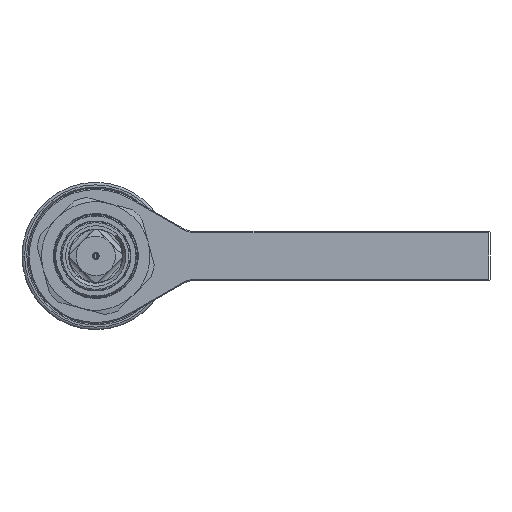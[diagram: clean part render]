
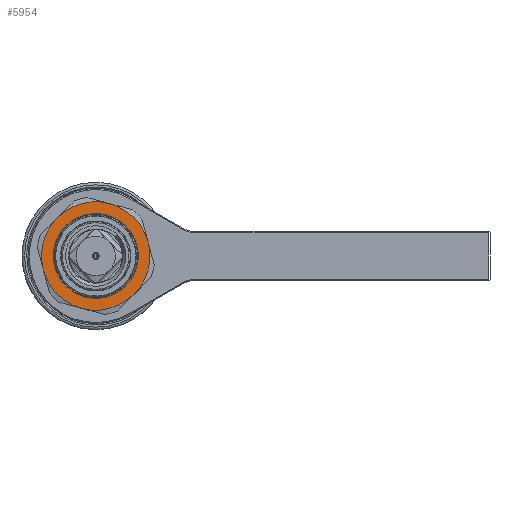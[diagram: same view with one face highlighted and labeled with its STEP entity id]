
A CAD part, left-side view. The second image highlights one B-rep face of the part: STEP entity #5954.
In plain terms, the highlighted planar face has unit normal (-1, 0, 0).
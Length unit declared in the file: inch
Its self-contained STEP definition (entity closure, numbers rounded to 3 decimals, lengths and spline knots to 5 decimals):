
#5367=CARTESIAN_POINT('',(-11.3825,-0.35588,1.32815));
#5393=CARTESIAN_POINT('',(-11.3825,0.,0.));
#5394=DIRECTION('',(1.,0.,0.));
#5395=DIRECTION('',(0.,-0.259,0.966));
#5396=AXIS2_PLACEMENT_3D('',#5393,#5394,#5395);
#5398=CARTESIAN_POINT('',(-11.3825,0.,0.));
#5399=DIRECTION('',(1.,0.,0.));
#5400=DIRECTION('',(0.,-0.707,0.707));
#5401=AXIS2_PLACEMENT_3D('',#5398,#5399,#5400);
#5403=CARTESIAN_POINT('',(-11.3825,0.,0.));
#5404=DIRECTION('',(1.,0.,0.));
#5405=DIRECTION('',(0.,-0.966,0.259));
#5406=AXIS2_PLACEMENT_3D('',#5403,#5404,#5405);
#5408=CARTESIAN_POINT('',(-11.3825,0.,0.));
#5409=DIRECTION('',(1.,0.,0.));
#5410=DIRECTION('',(0.,-0.707,-0.707));
#5411=AXIS2_PLACEMENT_3D('',#5408,#5409,#5410);
#5413=CARTESIAN_POINT('',(-11.3825,0.,0.));
#5414=DIRECTION('',(1.,0.,0.));
#5415=DIRECTION('',(0.,0.259,-0.966));
#5416=AXIS2_PLACEMENT_3D('',#5413,#5414,#5415);
#5418=CARTESIAN_POINT('',(-11.3825,0.,0.));
#5419=DIRECTION('',(1.,0.,0.));
#5420=DIRECTION('',(0.,0.966,-0.259));
#5421=AXIS2_PLACEMENT_3D('',#5418,#5419,#5420);
#5423=CARTESIAN_POINT('',(-11.3825,0.,0.));
#5424=DIRECTION('',(1.,0.,0.));
#5425=DIRECTION('',(0.,0.707,0.707));
#5426=AXIS2_PLACEMENT_3D('',#5423,#5424,#5425);
#5428=CARTESIAN_POINT('',(-11.3825,0.,0.));
#5429=DIRECTION('',(-1.,0.,0.));
#5430=DIRECTION('',(0.,-0.707,-0.707));
#5431=AXIS2_PLACEMENT_3D('',#5428,#5429,#5430);
#5433=CARTESIAN_POINT('',(-11.3825,0.,0.));
#5434=DIRECTION('',(-1.,0.,0.));
#5435=DIRECTION('',(0.,0.707,0.707));
#5436=AXIS2_PLACEMENT_3D('',#5433,#5434,#5435);
#5765=VERTEX_POINT('',#5367);
#5769=CARTESIAN_POINT('',(-11.3825,-0.97227,0.97227));
#5770=CARTESIAN_POINT('',(-11.3825,-1.32815,0.35588));
#5771=VERTEX_POINT('',#5769);
#5772=VERTEX_POINT('',#5770);
#5777=CARTESIAN_POINT('',(-11.3825,-0.97227,-0.97227));
#5778=VERTEX_POINT('',#5777);
#5779=CARTESIAN_POINT('',(-11.3825,0.35588,-1.32815));
#5780=VERTEX_POINT('',#5779);
#5781=CARTESIAN_POINT('',(-11.3825,1.32815,-0.35588));
#5782=CARTESIAN_POINT('',(-11.3825,0.97227,0.97227));
#5783=VERTEX_POINT('',#5781);
#5784=VERTEX_POINT('',#5782);
#5785=CARTESIAN_POINT('',(-11.3825,-0.76226,-0.76226));
#5786=CARTESIAN_POINT('',(-11.3825,0.76226,0.76226));
#5787=VERTEX_POINT('',#5785);
#5788=VERTEX_POINT('',#5786);
#5929=CARTESIAN_POINT('',(-11.3825,0.,0.));
#5930=DIRECTION('',(1.,0.,0.));
#5931=DIRECTION('',(0.,-0.707,-0.707));
#5932=AXIS2_PLACEMENT_3D('',#5929,#5930,#5931);
#5933=PLANE('',#5932);
#5934=ORIENTED_EDGE('',*,*,#5919,.T.);
#5935=ORIENTED_EDGE('',*,*,#5917,.T.);
#5937=ORIENTED_EDGE('',*,*,#5936,.T.);
#5939=ORIENTED_EDGE('',*,*,#5938,.T.);
#5941=ORIENTED_EDGE('',*,*,#5940,.T.);
#5943=ORIENTED_EDGE('',*,*,#5942,.T.);
#5945=ORIENTED_EDGE('',*,*,#5944,.T.);
#5946=EDGE_LOOP('',(#5934,#5935,#5937,#5939,#5941,#5943,#5945));
#5947=FACE_OUTER_BOUND('',#5946,.F.);
#5949=ORIENTED_EDGE('',*,*,#5948,.T.);
#5951=ORIENTED_EDGE('',*,*,#5950,.T.);
#5952=EDGE_LOOP('',(#5949,#5951));
#5953=FACE_BOUND('',#5952,.F.);
#5954=ADVANCED_FACE('',(#5947,#5953),#5933,.F.);
#5397=CIRCLE('',#5396,1.375);
#5402=CIRCLE('',#5401,1.375);
#5407=CIRCLE('',#5406,1.375);
#5412=CIRCLE('',#5411,1.375);
#5417=CIRCLE('',#5416,1.375);
#5422=CIRCLE('',#5421,1.375);
#5427=CIRCLE('',#5426,1.375);
#5432=CIRCLE('',#5431,1.078);
#5437=CIRCLE('',#5436,1.078);
#5917=EDGE_CURVE('',#5771,#5772,#5402,.T.);
#5919=EDGE_CURVE('',#5765,#5771,#5397,.T.);
#5936=EDGE_CURVE('',#5772,#5778,#5407,.T.);
#5938=EDGE_CURVE('',#5778,#5780,#5412,.T.);
#5940=EDGE_CURVE('',#5780,#5783,#5417,.T.);
#5942=EDGE_CURVE('',#5783,#5784,#5422,.T.);
#5944=EDGE_CURVE('',#5784,#5765,#5427,.T.);
#5948=EDGE_CURVE('',#5787,#5788,#5432,.T.);
#5950=EDGE_CURVE('',#5788,#5787,#5437,.T.);
